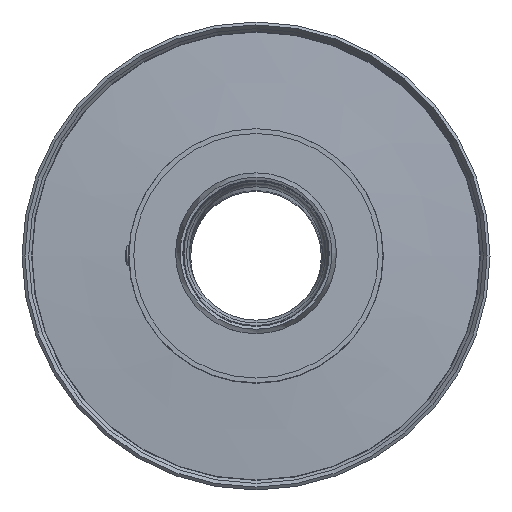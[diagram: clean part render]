
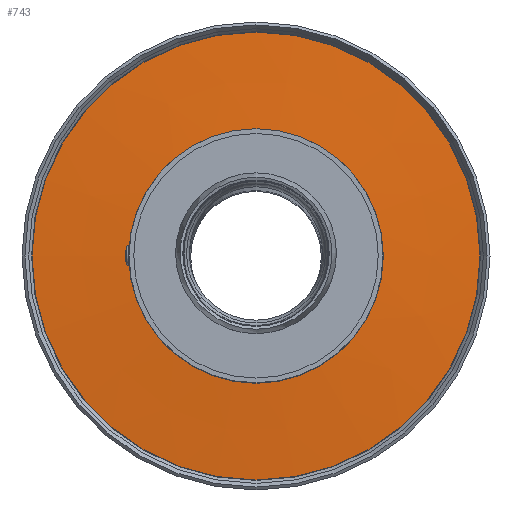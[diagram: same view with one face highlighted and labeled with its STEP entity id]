
A CAD part, top view. The second image highlights one B-rep face of the part: STEP entity #743.
In plain terms, the highlighted conical face has half-angle 86.049 degrees and reference radius 920.182 mm.
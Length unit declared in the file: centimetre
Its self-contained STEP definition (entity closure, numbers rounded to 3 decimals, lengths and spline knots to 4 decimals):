
#83=LINE('',#1241,#109);
#109=VECTOR('',#960,92.0182);
#135=CONICAL_SURFACE('',#809,92.0182,1.502);
#146=FACE_OUTER_BOUND('',#197,.T.);
#197=EDGE_LOOP('',(#528,#529,#530,#531,#532));
#262=CIRCLE('',#808,66.6378);
#263=CIRCLE('',#810,117.3986);
#264=CIRCLE('',#811,117.3986);
#342=VERTEX_POINT('',#1233);
#343=VERTEX_POINT('',#1237);
#344=VERTEX_POINT('',#1238);
#413=EDGE_CURVE('',#342,#342,#262,.T.);
#414=EDGE_CURVE('',#343,#344,#263,.T.);
#415=EDGE_CURVE('',#344,#343,#264,.T.);
#416=EDGE_CURVE('',#344,#342,#83,.T.);
#528=ORIENTED_EDGE('',*,*,#414,.F.);
#529=ORIENTED_EDGE('',*,*,#415,.F.);
#530=ORIENTED_EDGE('',*,*,#416,.T.);
#531=ORIENTED_EDGE('',*,*,#413,.T.);
#532=ORIENTED_EDGE('',*,*,#416,.F.);
#743=ADVANCED_FACE('',(#146),#135,.T.);
#808=AXIS2_PLACEMENT_3D('',#1235,#952,#953);
#809=AXIS2_PLACEMENT_3D('',#1236,#954,#955);
#810=AXIS2_PLACEMENT_3D('',#1239,#956,#957);
#811=AXIS2_PLACEMENT_3D('',#1240,#958,#959);
#952=DIRECTION('center_axis',(0.,0.,-1.));
#953=DIRECTION('ref_axis',(1.,0.,0.));
#954=DIRECTION('center_axis',(0.,0.,-1.));
#955=DIRECTION('ref_axis',(-1.,0.,0.));
#956=DIRECTION('center_axis',(0.,0.,-1.));
#957=DIRECTION('ref_axis',(1.,0.,0.));
#958=DIRECTION('center_axis',(0.,0.,-1.));
#959=DIRECTION('ref_axis',(1.,0.,0.));
#960=DIRECTION('',(-0.998,0.,0.069));
#1233=CARTESIAN_POINT('',(66.6378,0.,235.5048));
#1235=CARTESIAN_POINT('Origin',(0.,0.,
235.5048));
#1236=CARTESIAN_POINT('Origin',(0.,0.,
233.752));
#1237=CARTESIAN_POINT('',(0.,-117.3986,231.9992));
#1238=CARTESIAN_POINT('',(117.3986,0.,231.9992));
#1239=CARTESIAN_POINT('Origin',(0.,0.,
231.9992));
#1240=CARTESIAN_POINT('Origin',(0.,0.,
231.9992));
#1241=CARTESIAN_POINT('',(92.0182,0.,233.752));
